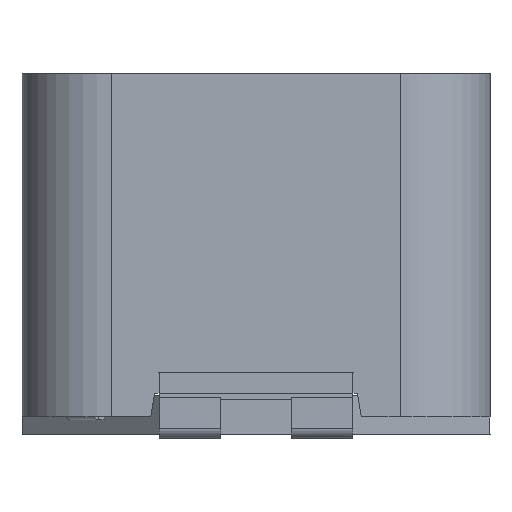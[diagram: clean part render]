
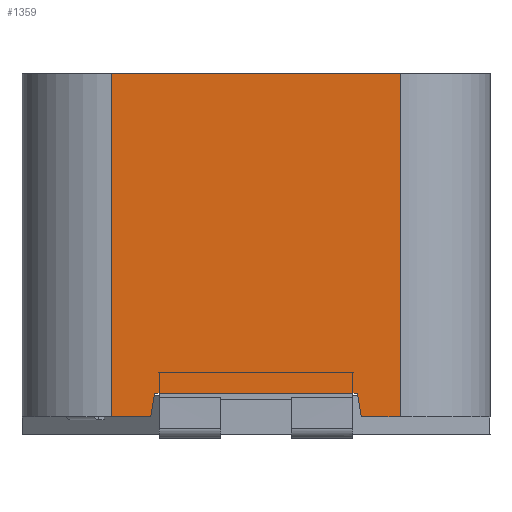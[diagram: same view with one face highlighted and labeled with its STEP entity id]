
A CAD part, front view. The second image highlights one B-rep face of the part: STEP entity #1359.
In plain terms, the highlighted free-form (B-spline) face has degree [1, 1] with [2, 2] control points.
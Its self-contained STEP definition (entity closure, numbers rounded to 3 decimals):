
#693=CARTESIAN_POINT('',(3.7,-6.,9.25));
#694=VERTEX_POINT('',#693);
#701=CARTESIAN_POINT('',(-3.7,-6.,9.25));
#702=VERTEX_POINT('',#701);
#703=CARTESIAN_POINT('',(3.7,-6.,9.25));
#704=CARTESIAN_POINT('',(-3.7,-6.,9.25));
#705=B_SPLINE_CURVE_WITH_KNOTS('',1,(#703,#704),.POLYLINE_FORM.,.F.,.U.,(2,2),(0.,0.718),.UNSPECIFIED.);
#706=EDGE_CURVE('',#694,#702,#705,.T.);
#845=CARTESIAN_POINT('',(3.7,-6.,0.45));
#846=VERTEX_POINT('',#845);
#847=CARTESIAN_POINT('',(3.7,-6.,9.25));
#848=CARTESIAN_POINT('',(3.7,-6.,0.45));
#849=B_SPLINE_CURVE_WITH_KNOTS('',1,(#847,#848),.POLYLINE_FORM.,.F.,.U.,(2,2),(0.17,1.),.UNSPECIFIED.);
#850=EDGE_CURVE('',#694,#846,#849,.T.);
#883=CARTESIAN_POINT('',(-3.7,-6.,0.45));
#884=VERTEX_POINT('',#883);
#891=CARTESIAN_POINT('',(-3.7,-6.,9.25));
#892=CARTESIAN_POINT('',(-3.7,-6.,0.45));
#893=B_SPLINE_CURVE_WITH_KNOTS('',1,(#891,#892),.POLYLINE_FORM.,.F.,.U.,(2,2),(0.17,1.),.UNSPECIFIED.);
#894=EDGE_CURVE('',#702,#884,#893,.T.);
#1098=CARTESIAN_POINT('',(-2.7,-6.,0.45));
#1099=VERTEX_POINT('',#1098);
#1105=CARTESIAN_POINT('',(-2.7,-6.,0.45));
#1106=CARTESIAN_POINT('',(-3.7,-6.,0.45));
#1107=B_SPLINE_CURVE_WITH_KNOTS('',1,(#1105,#1106),.POLYLINE_FORM.,.F.,.U.,(2,2),(0.865,1.),.UNSPECIFIED.);
#1108=EDGE_CURVE('',#1099,#884,#1107,.T.);
#1119=CARTESIAN_POINT('',(2.7,-6.,0.45));
#1120=VERTEX_POINT('',#1119);
#1121=CARTESIAN_POINT('',(3.7,-6.,0.45));
#1122=CARTESIAN_POINT('',(2.7,-6.,0.45));
#1123=B_SPLINE_CURVE_WITH_KNOTS('',1,(#1121,#1122),.POLYLINE_FORM.,.F.,.U.,(2,2),(0.,0.135),.UNSPECIFIED.);
#1124=EDGE_CURVE('',#846,#1120,#1123,.T.);
#1298=CARTESIAN_POINT('',(3.7,-6.,11.05));
#1299=CARTESIAN_POINT('',(3.7,-6.,0.45));
#1300=CARTESIAN_POINT('',(-9.1,-6.,11.05));
#1301=CARTESIAN_POINT('',(-9.1,-6.,0.45));
#1302=B_SPLINE_SURFACE_WITH_KNOTS('',1,1,((#1298,#1299),(#1300,#1301)),.PLANE_SURF.,.F.,.F.,.U.,(2,2),(2,2),(0.,1.73),(-1.038,1.),.UNSPECIFIED.);
#1303=ORIENTED_EDGE('',*,*,#706,.T.);
#1304=ORIENTED_EDGE('',*,*,#894,.T.);
#1305=ORIENTED_EDGE('',*,*,#1108,.F.);
#1306=CARTESIAN_POINT('',(-2.6,-6.,1.05));
#1307=VERTEX_POINT('',#1306);
#1308=CARTESIAN_POINT('',(-2.6,-6.,1.05));
#1309=CARTESIAN_POINT('',(-2.7,-6.,0.45));
#1310=B_SPLINE_CURVE_WITH_KNOTS('',1,(#1308,#1309),.POLYLINE_FORM.,.F.,.U.,(2,2),(0.553,0.567),.UNSPECIFIED.);
#1311=EDGE_CURVE('',#1307,#1099,#1310,.T.);
#1312=ORIENTED_EDGE('',*,*,#1311,.F.);
#1313=CARTESIAN_POINT('',(-2.485,-6.,1.05));
#1314=VERTEX_POINT('',#1313);
#1315=CARTESIAN_POINT('',(-2.485,-6.,1.05));
#1316=CARTESIAN_POINT('',(-2.6,-6.,1.05));
#1317=B_SPLINE_CURVE_WITH_KNOTS('',1,(#1315,#1316),.POLYLINE_FORM.,.F.,.U.,(2,2),(0.555,0.558),.UNSPECIFIED.);
#1318=EDGE_CURVE('',#1314,#1307,#1317,.T.);
#1319=ORIENTED_EDGE('',*,*,#1318,.F.);
#1320=CARTESIAN_POINT('',(-2.485,-6.,1.6));
#1321=VERTEX_POINT('',#1320);
#1322=CARTESIAN_POINT('',(-2.485,-6.,1.6));
#1323=CARTESIAN_POINT('',(-2.485,-6.,1.05));
#1324=B_SPLINE_CURVE_WITH_KNOTS('',1,(#1322,#1323),.POLYLINE_FORM.,.F.,.U.,(2,2),(0.,0.917),.UNSPECIFIED.);
#1325=EDGE_CURVE('',#1321,#1314,#1324,.T.);
#1326=ORIENTED_EDGE('',*,*,#1325,.F.);
#1327=ORIENTED_EDGE('',*,*,#1325,.T.);
#1328=CARTESIAN_POINT('',(2.485,-6.,1.05));
#1329=VERTEX_POINT('',#1328);
#1330=CARTESIAN_POINT('',(2.485,-6.,1.05));
#1331=CARTESIAN_POINT('',(-2.485,-6.,1.05));
#1332=B_SPLINE_CURVE_WITH_KNOTS('',1,(#1330,#1331),.POLYLINE_FORM.,.F.,.U.,(2,2),(0.445,0.555),.UNSPECIFIED.);
#1333=EDGE_CURVE('',#1329,#1314,#1332,.T.);
#1334=ORIENTED_EDGE('',*,*,#1333,.F.);
#1335=CARTESIAN_POINT('',(2.485,-6.,1.6));
#1336=VERTEX_POINT('',#1335);
#1337=CARTESIAN_POINT('',(2.485,-6.,1.6));
#1338=CARTESIAN_POINT('',(2.485,-6.,1.05));
#1339=B_SPLINE_CURVE_WITH_KNOTS('',1,(#1337,#1338),.POLYLINE_FORM.,.F.,.U.,(2,2),(0.,0.917),.UNSPECIFIED.);
#1340=EDGE_CURVE('',#1336,#1329,#1339,.T.);
#1341=ORIENTED_EDGE('',*,*,#1340,.F.);
#1342=ORIENTED_EDGE('',*,*,#1340,.T.);
#1343=CARTESIAN_POINT('',(2.6,-6.,1.05));
#1344=VERTEX_POINT('',#1343);
#1345=CARTESIAN_POINT('',(2.6,-6.,1.05));
#1346=CARTESIAN_POINT('',(2.485,-6.,1.05));
#1347=B_SPLINE_CURVE_WITH_KNOTS('',1,(#1345,#1346),.POLYLINE_FORM.,.F.,.U.,(2,2),(0.442,0.445),.UNSPECIFIED.);
#1348=EDGE_CURVE('',#1344,#1329,#1347,.T.);
#1349=ORIENTED_EDGE('',*,*,#1348,.F.);
#1350=CARTESIAN_POINT('',(2.7,-6.,0.45));
#1351=CARTESIAN_POINT('',(2.6,-6.,1.05));
#1352=B_SPLINE_CURVE_WITH_KNOTS('',1,(#1350,#1351),.POLYLINE_FORM.,.F.,.U.,(2,2),(0.433,0.447),.UNSPECIFIED.);
#1353=EDGE_CURVE('',#1120,#1344,#1352,.T.);
#1354=ORIENTED_EDGE('',*,*,#1353,.F.);
#1355=ORIENTED_EDGE('',*,*,#1124,.F.);
#1356=ORIENTED_EDGE('',*,*,#850,.F.);
#1357=EDGE_LOOP('',(#1303,#1304,#1305,#1312,#1319,#1326,#1327,#1334,#1341,#1342,#1349,#1354,#1355,#1356));
#1358=FACE_OUTER_BOUND('',#1357,.T.);
#1359=ADVANCED_FACE('',(#1358),#1302,.T.);
